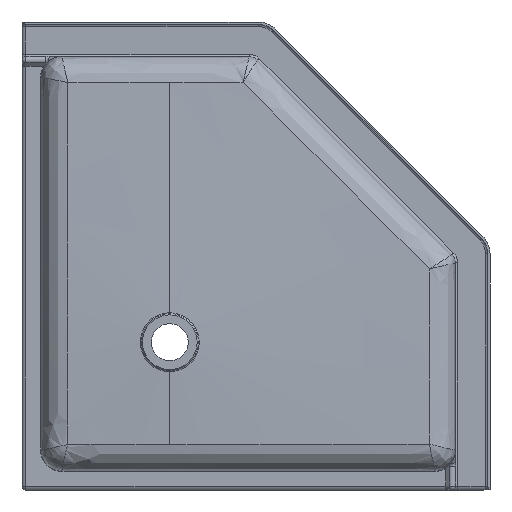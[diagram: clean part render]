
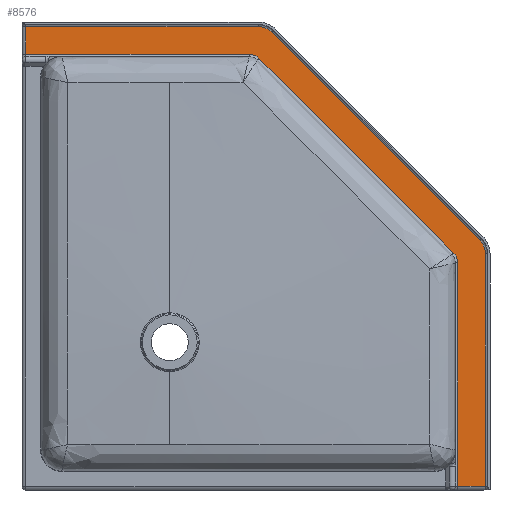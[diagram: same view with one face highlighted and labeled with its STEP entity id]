
A CAD part, front view. The second image highlights one B-rep face of the part: STEP entity #8576.
In plain terms, the highlighted planar face has unit normal (0, -1, 0).
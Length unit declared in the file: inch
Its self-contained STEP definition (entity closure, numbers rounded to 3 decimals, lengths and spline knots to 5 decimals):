
#135 = DIRECTION ( 'NONE',  ( 0., 0., -1. ) ) ;
#326 = VECTOR ( 'NONE', #2621, 39.37008 ) ;
#365 = VECTOR ( 'NONE', #8445, 39.37008 ) ;
#399 = LINE ( 'NONE', #8132, #8645 ) ;
#400 = EDGE_CURVE ( 'NONE', #1690, #5071, #5443, .T. ) ;
#533 = EDGE_CURVE ( 'NONE', #5777, #6528, #399, .T. ) ;
#867 = DIRECTION ( 'NONE',  ( 0., 0., 1. ) ) ;
#1257 = LINE ( 'NONE', #6499, #326 ) ;
#1266 = CARTESIAN_POINT ( 'NONE',  ( 25.625, -0.1875, -11.685 ) ) ;
#1366 = CARTESIAN_POINT ( 'NONE',  ( -11.685, -0.1875, 23.375 ) ) ;
#1690 = VERTEX_POINT ( 'NONE', #7009 ) ;
#1702 = CIRCLE ( 'NONE', #6868, 1.625 ) ;
#1716 = DIRECTION ( 'NONE',  ( 0., 0., 1. ) ) ;
#1838 = EDGE_CURVE ( 'NONE', #5071, #7591, #6260, .T. ) ;
#1911 = DIRECTION ( 'NONE',  ( 1., 0., 0. ) ) ;
#1990 = EDGE_CURVE ( 'NONE', #5773, #8374, #4915, .T. ) ;
#2119 = VECTOR ( 'NONE', #6225, 39.37008 ) ;
#2138 = PLANE ( 'NONE',  #7104 ) ;
#2140 = VERTEX_POINT ( 'NONE', #8211 ) ;
#2312 = ORIENTED_EDGE ( 'NONE', *, *, #533, .T. ) ;
#2334 = DIRECTION ( 'NONE',  ( -0.707, 0., 0.707 ) ) ;
#2410 = ORIENTED_EDGE ( 'NONE', *, *, #3164, .T. ) ;
#2418 = ORIENTED_EDGE ( 'NONE', *, *, #8377, .T. ) ;
#2429 = ORIENTED_EDGE ( 'NONE', *, *, #3950, .T. ) ;
#2511 = DIRECTION ( 'NONE',  ( 0., -1., 0. ) ) ;
#2621 = DIRECTION ( 'NONE',  ( 0.707, 0., -0.707 ) ) ;
#2665 = CARTESIAN_POINT ( 'NONE',  ( 0., -0.1875, 23.375 ) ) ;
#2683 = CARTESIAN_POINT ( 'NONE',  ( 23.375, -0.1875, 6.4467 ) ) ;
#2927 = AXIS2_PLACEMENT_3D ( 'NONE', #3187, #7872, #1716 ) ;
#3002 = ORIENTED_EDGE ( 'NONE', *, *, #7846, .T. ) ;
#3164 = EDGE_CURVE ( 'NONE', #9351, #8044, #1257, .T. ) ;
#3187 = CARTESIAN_POINT ( 'NONE',  ( 6.4467, -0.1875, 22.25 ) ) ;
#3191 = CARTESIAN_POINT ( 'NONE',  ( 22.25, -0.1875, 6.4467 ) ) ;
#3392 = CIRCLE ( 'NONE', #2927, 1.125 ) ;
#3479 = DIRECTION ( 'NONE',  ( 0., 0., 1. ) ) ;
#3496 = CARTESIAN_POINT ( 'NONE',  ( 0., -0.1875, 0. ) ) ;
#3509 = EDGE_LOOP ( 'NONE', ( #3002, #5476, #2418, #9723, #2410, #8109, #7176, #2429, #2312, #6146, #7603, #8971 ) ) ;
#3858 = LINE ( 'NONE', #4712, #3960 ) ;
#3942 = CARTESIAN_POINT ( 'NONE',  ( 0., -0.1875, -11.685 ) ) ;
#3950 = EDGE_CURVE ( 'NONE', #8374, #5777, #9310, .T. ) ;
#3954 = LINE ( 'NONE', #7883, #2119 ) ;
#3960 = VECTOR ( 'NONE', #6985, 39.37008 ) ;
#4021 = CARTESIAN_POINT ( 'NONE',  ( 24., -0.1875, 7.17157 ) ) ;
#4122 = CIRCLE ( 'NONE', #8815, 1.125 ) ;
#4614 = CARTESIAN_POINT ( 'NONE',  ( 23.0455, -0.1875, 7.24219 ) ) ;
#4641 = DIRECTION ( 'NONE',  ( 0., -1., 0. ) ) ;
#4701 = VECTOR ( 'NONE', #1911, 39.37008 ) ;
#4712 = CARTESIAN_POINT ( 'NONE',  ( 0., -0.1875, 25.625 ) ) ;
#4724 = CARTESIAN_POINT ( 'NONE',  ( 7.24219, -0.1875, 23.0455 ) ) ;
#4915 = LINE ( 'NONE', #6429, #7131 ) ;
#5071 = VERTEX_POINT ( 'NONE', #8726 ) ;
#5203 = DIRECTION ( 'NONE',  ( 0., 1., 0. ) ) ;
#5340 = DIRECTION ( 'NONE',  ( 0., 0., 1. ) ) ;
#5443 = LINE ( 'NONE', #6057, #6491 ) ;
#5476 = ORIENTED_EDGE ( 'NONE', *, *, #8066, .T. ) ;
#5550 = CARTESIAN_POINT ( 'NONE',  ( 25.625, -0.1875, 7.17157 ) ) ;
#5618 = DIRECTION ( 'NONE',  ( 0., 0., 1. ) ) ;
#5773 = VERTEX_POINT ( 'NONE', #2683 ) ;
#5777 = VERTEX_POINT ( 'NONE', #1266 ) ;
#6033 = EDGE_CURVE ( 'NONE', #8044, #5773, #4122, .T. ) ;
#6057 = CARTESIAN_POINT ( 'NONE',  ( 7.73483, -0.1875, 25.73483 ) ) ;
#6146 = ORIENTED_EDGE ( 'NONE', *, *, #7771, .T. ) ;
#6225 = DIRECTION ( 'NONE',  ( 0., 0., -1. ) ) ;
#6260 = CIRCLE ( 'NONE', #7547, 1.625 ) ;
#6429 = CARTESIAN_POINT ( 'NONE',  ( 23.375, -0.1875, 0. ) ) ;
#6491 = VECTOR ( 'NONE', #2334, 39.37008 ) ;
#6499 = CARTESIAN_POINT ( 'NONE',  ( 15.14384, -0.1875, 15.14384 ) ) ;
#6528 = VERTEX_POINT ( 'NONE', #5550 ) ;
#6868 = AXIS2_PLACEMENT_3D ( 'NONE', #4021, #2511, #5618 ) ;
#6902 = VERTEX_POINT ( 'NONE', #1366 ) ;
#6985 = DIRECTION ( 'NONE',  ( -1., 0., 0. ) ) ;
#7009 = CARTESIAN_POINT ( 'NONE',  ( 25.14905, -0.1875, 8.32062 ) ) ;
#7104 = AXIS2_PLACEMENT_3D ( 'NONE', #3496, #5203, #8296 ) ;
#7131 = VECTOR ( 'NONE', #135, 39.37008 ) ;
#7176 = ORIENTED_EDGE ( 'NONE', *, *, #1990, .T. ) ;
#7304 = CARTESIAN_POINT ( 'NONE',  ( 23.375, -0.1875, -11.685 ) ) ;
#7547 = AXIS2_PLACEMENT_3D ( 'NONE', #9201, #4641, #5340 ) ;
#7591 = VERTEX_POINT ( 'NONE', #9267 ) ;
#7603 = ORIENTED_EDGE ( 'NONE', *, *, #400, .T. ) ;
#7771 = EDGE_CURVE ( 'NONE', #6528, #1690, #1702, .T. ) ;
#7785 = DIRECTION ( 'NONE',  ( 0., 1., 0. ) ) ;
#7846 = EDGE_CURVE ( 'NONE', #7591, #2140, #3858, .T. ) ;
#7872 = DIRECTION ( 'NONE',  ( 0., 1., 0. ) ) ;
#7883 = CARTESIAN_POINT ( 'NONE',  ( -11.685, -0.1875, 0. ) ) ;
#8044 = VERTEX_POINT ( 'NONE', #4614 ) ;
#8066 = EDGE_CURVE ( 'NONE', #2140, #6902, #3954, .T. ) ;
#8109 = ORIENTED_EDGE ( 'NONE', *, *, #6033, .T. ) ;
#8132 = CARTESIAN_POINT ( 'NONE',  ( 25.625, -0.1875, 0. ) ) ;
#8211 = CARTESIAN_POINT ( 'NONE',  ( -11.685, -0.1875, 25.625 ) ) ;
#8245 = EDGE_CURVE ( 'NONE', #9117, #9351, #3392, .T. ) ;
#8296 = DIRECTION ( 'NONE',  ( 1., 0., 0. ) ) ;
#8374 = VERTEX_POINT ( 'NONE', #7304 ) ;
#8377 = EDGE_CURVE ( 'NONE', #6902, #9117, #9597, .T. ) ;
#8445 = DIRECTION ( 'NONE',  ( 1., 0., 0. ) ) ;
#8576 = ADVANCED_FACE ( 'NONE', ( #9067 ), #2138, .F. ) ;
#8645 = VECTOR ( 'NONE', #3479, 39.37008 ) ;
#8726 = CARTESIAN_POINT ( 'NONE',  ( 8.32062, -0.1875, 25.14905 ) ) ;
#8815 = AXIS2_PLACEMENT_3D ( 'NONE', #3191, #7785, #867 ) ;
#8971 = ORIENTED_EDGE ( 'NONE', *, *, #1838, .T. ) ;
#9067 = FACE_OUTER_BOUND ( 'NONE', #3509, .T. ) ;
#9117 = VERTEX_POINT ( 'NONE', #9133 ) ;
#9133 = CARTESIAN_POINT ( 'NONE',  ( 6.4467, -0.1875, 23.375 ) ) ;
#9201 = CARTESIAN_POINT ( 'NONE',  ( 7.17157, -0.1875, 24. ) ) ;
#9267 = CARTESIAN_POINT ( 'NONE',  ( 7.17157, -0.1875, 25.625 ) ) ;
#9310 = LINE ( 'NONE', #3942, #365 ) ;
#9351 = VERTEX_POINT ( 'NONE', #4724 ) ;
#9597 = LINE ( 'NONE', #2665, #4701 ) ;
#9723 = ORIENTED_EDGE ( 'NONE', *, *, #8245, .T. ) ;
